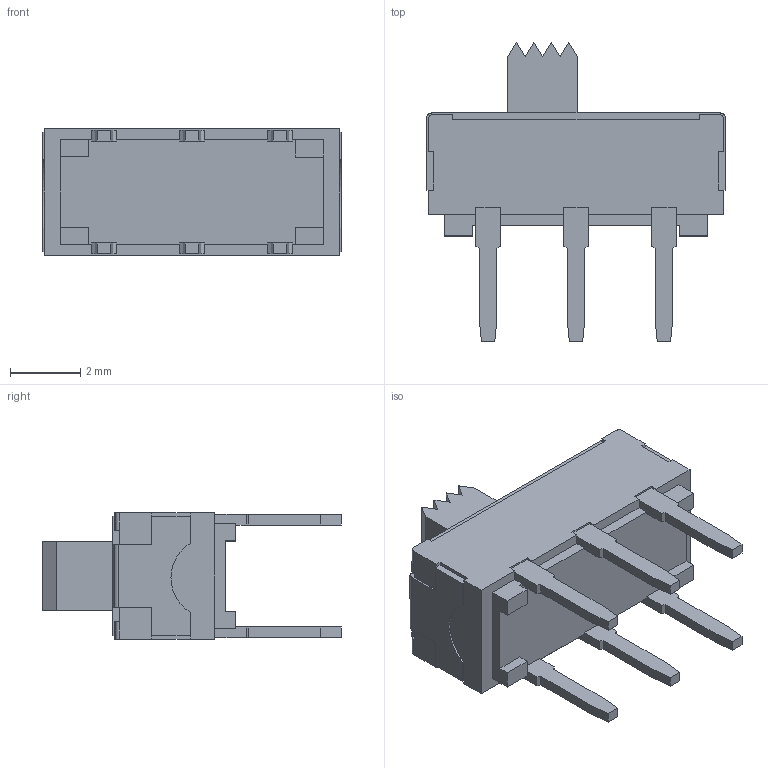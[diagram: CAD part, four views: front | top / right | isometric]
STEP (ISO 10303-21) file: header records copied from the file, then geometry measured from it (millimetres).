
FILE_DESCRIPTION (( 'STEP AP214' ), '1' );
FILE_NAME ('EG1271.STEP', '2022-09-09T11:18:50', ( '' ), ( '' ), 'SwSTEP 2.0', 'SolidWorks 2021', '' );
FILE_SCHEMA (( 'AUTOMOTIVE_DESIGN' ));
Length unit declared in the file: millimetre
Products named in the file (2): EG1271--3DModel-STEP-520916; EG1271
Assembly tree (1 placements, depth 2):
  EG1271
    EG1271--3DModel-STEP-520916
Bounding box: 8.5 x 8.5 x 3.6 mm (x, y, z)
Volume: 104.6 mm3; surface area: 194.9 mm2
Topology: 1 solids, 1 shells, 203 faces, 571 edges, 372 vertices
Faces by surface type: plane 189, cylinder 14
Entity records: 6475 total; most frequent: CARTESIAN_POINT 1150, ORIENTED_EDGE 1142, DIRECTION 1017, EDGE_CURVE 571, LINE 539, VECTOR 539, VERTEX_POINT 372, AXIS2_PLACEMENT_3D 239
